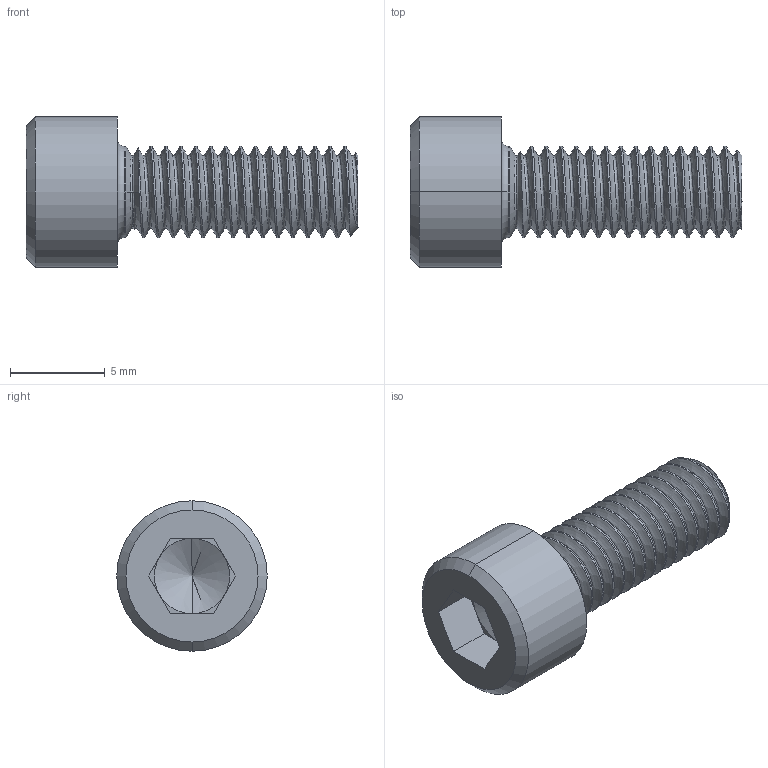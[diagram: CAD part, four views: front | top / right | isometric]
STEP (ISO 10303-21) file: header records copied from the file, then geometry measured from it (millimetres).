
FILE_DESCRIPTION (( 'STEP AP203' ), '1' );
FILE_NAME ('B000FN22S0.3D.STEP', '2013-06-28T08:03:50', ( '' ), ( '' ), 'SwSTEP 2.0', 'SolidWorks 2010', '' );
FILE_SCHEMA (( 'CONFIG_CONTROL_DESIGN' ));
Length unit declared in the file: millimetre
Products named in the file (1): B000FN22S0.3D
Bounding box: 17.53 x 7.94 x 7.94 mm (x, y, z)
Volume: 388.5 mm3; surface area: 525.9 mm2
Topology: 1 solids, 1 shells, 68 faces, 175 edges, 109 vertices
Faces by surface type: cylinder 33, plane 15, cone 11, torus 6, bspline 3
Entity records: 7373 total; most frequent: CARTESIAN_POINT 5837, ORIENTED_EDGE 346, DIRECTION 272, EDGE_CURVE 173, VERTEX_POINT 109, AXIS2_PLACEMENT_3D 103, EDGE_LOOP 70, ADVANCED_FACE 68
